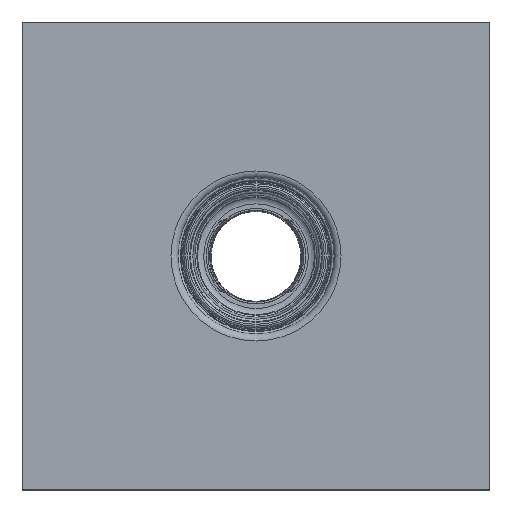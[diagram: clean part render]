
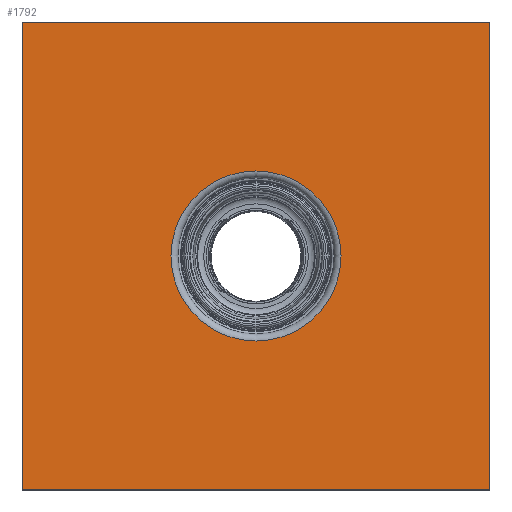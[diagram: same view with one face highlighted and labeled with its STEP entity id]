
A CAD part, top view. The second image highlights one B-rep face of the part: STEP entity #1792.
In plain terms, the highlighted planar face has unit normal (0, 0, 1).
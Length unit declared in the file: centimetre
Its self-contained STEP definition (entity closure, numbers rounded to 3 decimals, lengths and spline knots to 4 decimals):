
#164=FACE_BOUND('',#505,.T.);
#183=CIRCLE('',#2089,90.8789);
#377=FACE_OUTER_BOUND('',#504,.T.);
#504=EDGE_LOOP('',(#1165,#1166,#1167,#1168));
#505=EDGE_LOOP('',(#1169));
#644=VERTEX_POINT('',#3167);
#645=VERTEX_POINT('',#3169);
#647=VERTEX_POINT('',#3175);
#650=VERTEX_POINT('',#3180);
#652=VERTEX_POINT('',#3193);
#841=EDGE_CURVE('',#644,#645,#1932,.T.);
#847=EDGE_CURVE('',#650,#647,#1938,.T.);
#848=EDGE_CURVE('',#645,#650,#1939,.T.);
#851=EDGE_CURVE('',#644,#647,#1942,.T.);
#853=EDGE_CURVE('',#652,#652,#183,.T.);
#1165=ORIENTED_EDGE('',*,*,#851,.T.);
#1166=ORIENTED_EDGE('',*,*,#847,.F.);
#1167=ORIENTED_EDGE('',*,*,#848,.F.);
#1168=ORIENTED_EDGE('',*,*,#841,.F.);
#1169=ORIENTED_EDGE('',*,*,#853,.T.);
#1757=PLANE('',#2088);
#1792=ADVANCED_FACE('',(#377,#164),#1757,.F.);
#1932=LINE('',#3170,#2007);
#1938=LINE('',#3182,#2013);
#1939=LINE('',#3184,#2014);
#1942=LINE('',#3188,#2017);
#2007=VECTOR('',#2423,1.);
#2013=VECTOR('',#2431,1.);
#2014=VECTOR('',#2434,1.);
#2017=VECTOR('',#2439,1.);
#2088=AXIS2_PLACEMENT_3D('',#3192,#2444,#2445);
#2089=AXIS2_PLACEMENT_3D('',#3194,#2446,#2447);
#2423=DIRECTION('',(1.,0.,0.));
#2431=DIRECTION('',(-1.,0.,0.));
#2434=DIRECTION('',(0.,-1.,0.));
#2439=DIRECTION('',(0.,-1.,0.));
#2444=DIRECTION('center_axis',(0.,0.,-1.));
#2445=DIRECTION('ref_axis',(0.,-1.,0.));
#2446=DIRECTION('center_axis',(0.,0.,-1.));
#2447=DIRECTION('ref_axis',(1.,0.,0.));
#3167=CARTESIAN_POINT('',(-250.,250.,252.0038));
#3169=CARTESIAN_POINT('',(250.,250.,252.0038));
#3170=CARTESIAN_POINT('',(0.,250.,252.0038));
#3175=CARTESIAN_POINT('',(-250.,-250.,252.0038));
#3180=CARTESIAN_POINT('',(250.,-250.,252.0038));
#3182=CARTESIAN_POINT('',(0.,-250.,252.0038));
#3184=CARTESIAN_POINT('',(250.,0.,252.0038));
#3188=CARTESIAN_POINT('',(-250.,0.,252.0038));
#3192=CARTESIAN_POINT('Origin',(0.,0.,
252.0038));
#3193=CARTESIAN_POINT('',(0.,-90.8789,252.0038));
#3194=CARTESIAN_POINT('Origin',(0.,0.,
252.0038));
